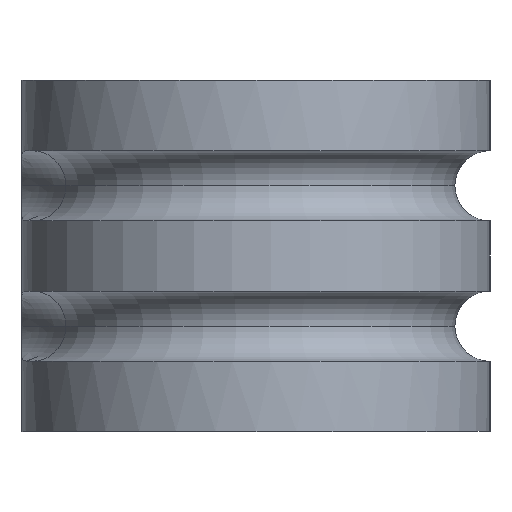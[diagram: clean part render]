
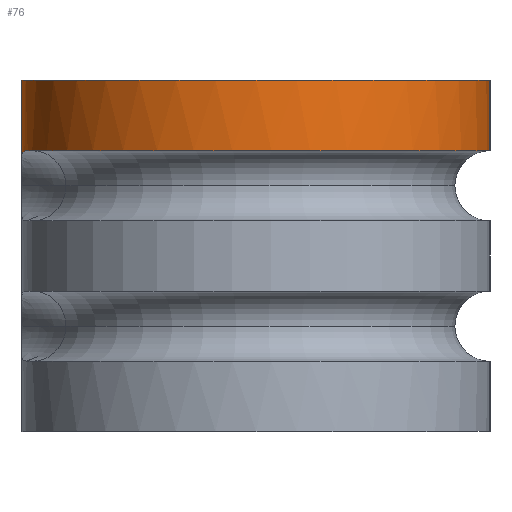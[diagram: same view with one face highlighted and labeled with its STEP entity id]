
A CAD part, left-side view. The second image highlights one B-rep face of the part: STEP entity #76.
In plain terms, the highlighted cylindrical face has radius 20 mm (diameter 40 mm), a partial arc.
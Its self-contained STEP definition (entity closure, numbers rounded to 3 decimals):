
#76 = ADVANCED_FACE( '', ( #118 ), #119, .T. );
#118 = FACE_OUTER_BOUND( '', #198, .T. );
#119 = CYLINDRICAL_SURFACE( '', #199, 20. );
#198 = EDGE_LOOP( '', ( #284, #285, #286, #287, #288 ) );
#199 = AXIS2_PLACEMENT_3D( '', #289, #290, #291 );
#284 = ORIENTED_EDGE( '', *, *, #597, .F. );
#285 = ORIENTED_EDGE( '', *, *, #598, .T. );
#286 = ORIENTED_EDGE( '', *, *, #599, .F. );
#287 = ORIENTED_EDGE( '', *, *, #600, .T. );
#288 = ORIENTED_EDGE( '', *, *, #601, .T. );
#289 = CARTESIAN_POINT( '', ( -55., 0., -30. ) );
#290 = DIRECTION( '', ( 0., 0., -1. ) );
#291 = DIRECTION( '', ( 0., -1., 0. ) );
#597 = EDGE_CURVE( '', #700, #701, #702, .T. );
#598 = EDGE_CURVE( '', #700, #703, #704, .T. );
#599 = EDGE_CURVE( '', #705, #703, #706, .T. );
#600 = EDGE_CURVE( '', #705, #707, #708, .T. );
#601 = EDGE_CURVE( '', #707, #701, #709, .T. );
#700 = VERTEX_POINT( '', #869 );
#701 = VERTEX_POINT( '', #870 );
#702 = LINE( '', #871, #872 );
#703 = VERTEX_POINT( '', #873 );
#704 = B_SPLINE_CURVE_WITH_KNOTS( '', 3, ( #874, #875, #876, #877, #878, #879, #880, #881, #882, #883 ), .UNSPECIFIED., .F., .F., ( 4, 2, 2, 2, 4 ), ( 0., 0.001, 0.003, 0.004, 0.006 ), .UNSPECIFIED. );
#705 = VERTEX_POINT( '', #884 );
#706 = CIRCLE( '', #885, 20. );
#707 = VERTEX_POINT( '', #886 );
#708 = LINE( '', #887, #888 );
#709 = CIRCLE( '', #889, 20. );
#869 = CARTESIAN_POINT( '', ( -55., 20., -6.381 ) );
#870 = CARTESIAN_POINT( '', ( -55., 20., 0. ) );
#871 = CARTESIAN_POINT( '', ( -55., 20., -30. ) );
#872 = VECTOR( '', #1240, 1000. );
#873 = CARTESIAN_POINT( '', ( -60.873, 19.118, -6. ) );
#874 = CARTESIAN_POINT( '', ( -55., 20., -6.381 ) );
#875 = CARTESIAN_POINT( '', ( -55.488, 20., -6.251 ) );
#876 = CARTESIAN_POINT( '', ( -55.98, 19.982, -6.173 ) );
#877 = CARTESIAN_POINT( '', ( -56.965, 19.909, -6.067 ) );
#878 = CARTESIAN_POINT( '', ( -57.458, 19.855, -6.04 ) );
#879 = CARTESIAN_POINT( '', ( -58.444, 19.708, -6.008 ) );
#880 = CARTESIAN_POINT( '', ( -58.937, 19.615, -6.004 ) );
#881 = CARTESIAN_POINT( '', ( -59.912, 19.394, -5.999 ) );
#882 = CARTESIAN_POINT( '', ( -60.395, 19.265, -6. ) );
#883 = CARTESIAN_POINT( '', ( -60.873, 19.118, -6. ) );
#884 = CARTESIAN_POINT( '', ( -55., -20., -6. ) );
#885 = AXIS2_PLACEMENT_3D( '', #1241, #1242, #1243 );
#886 = CARTESIAN_POINT( '', ( -55., -20., 0. ) );
#887 = CARTESIAN_POINT( '', ( -55., -20., -30. ) );
#888 = VECTOR( '', #1244, 1000. );
#889 = AXIS2_PLACEMENT_3D( '', #1245, #1246, #1247 );
#1240 = DIRECTION( '', ( 0., 0., 1. ) );
#1241 = CARTESIAN_POINT( '', ( -55., 0., -6. ) );
#1242 = DIRECTION( '', ( 0., 0., -1. ) );
#1243 = DIRECTION( '', ( -1., 0., 0. ) );
#1244 = DIRECTION( '', ( 0., 0., 1. ) );
#1245 = CARTESIAN_POINT( '', ( -55., 0., 0. ) );
#1246 = DIRECTION( '', ( 0., 0., -1. ) );
#1247 = DIRECTION( '', ( 0., -1., 0. ) );
